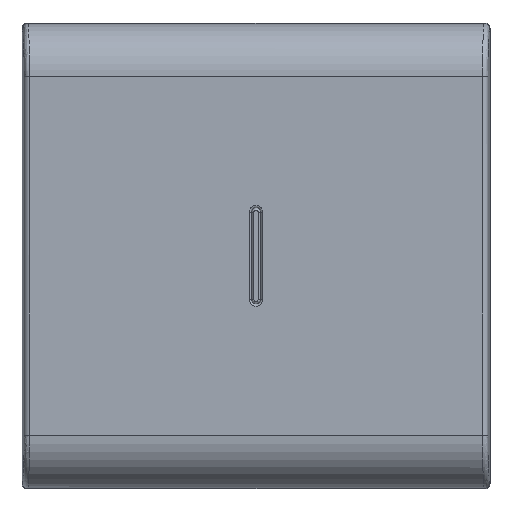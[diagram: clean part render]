
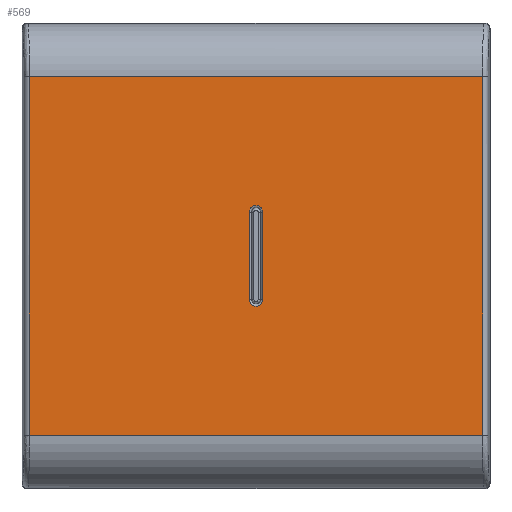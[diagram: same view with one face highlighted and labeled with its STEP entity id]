
A CAD part, top view. The second image highlights one B-rep face of the part: STEP entity #569.
In plain terms, the highlighted planar face has unit normal (0, 0, 1).
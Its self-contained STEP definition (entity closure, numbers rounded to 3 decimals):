
#515=AXIS2_PLACEMENT_3D('Plane Axis2P3D',#512,#513,#514) ;
#537=AXIS2_PLACEMENT_3D('Circle Axis2P3D',#535,#536,$) ;
#553=AXIS2_PLACEMENT_3D('Circle Axis2P3D',#551,#552,$) ;
#171=CARTESIAN_POINT('Vertex',(-21.348,16.903,9.7)) ;
#205=CARTESIAN_POINT('Vertex',(-21.348,-16.903,9.7)) ;
#208=CARTESIAN_POINT('Line Origine',(-21.348,0.,9.7)) ;
#458=CARTESIAN_POINT('Line Origine',(0.,16.903,9.7)) ;
#462=CARTESIAN_POINT('Vertex',(21.348,16.903,9.7)) ;
#512=CARTESIAN_POINT('Axis2P3D Location',(0.,0.,9.7)) ;
#517=CARTESIAN_POINT('Line Origine',(0.,-16.903,9.7)) ;
#521=CARTESIAN_POINT('Vertex',(21.348,-16.903,9.7)) ;
#524=CARTESIAN_POINT('Line Origine',(21.348,0.,9.7)) ;
#535=CARTESIAN_POINT('Axis2P3D Location',(0.,-4.1,9.7)) ;
#539=CARTESIAN_POINT('Vertex',(-0.652,-4.1,9.7)) ;
#541=CARTESIAN_POINT('Vertex',(0.652,-4.1,9.7)) ;
#544=CARTESIAN_POINT('Line Origine',(-0.652,0.,9.7)) ;
#548=CARTESIAN_POINT('Vertex',(-0.652,4.1,9.7)) ;
#551=CARTESIAN_POINT('Axis2P3D Location',(0.,4.1,9.7)) ;
#555=CARTESIAN_POINT('Vertex',(0.652,4.1,9.7)) ;
#558=CARTESIAN_POINT('Line Origine',(0.652,0.,9.7)) ;
#209=DIRECTION('Vector Direction',(0.,-1.,0.)) ;
#459=DIRECTION('Vector Direction',(-1.,0.,0.)) ;
#513=DIRECTION('Axis2P3D Direction',(0.,0.,1.)) ;
#514=DIRECTION('Axis2P3D XDirection',(1.,0.,0.)) ;
#518=DIRECTION('Vector Direction',(1.,0.,0.)) ;
#525=DIRECTION('Vector Direction',(0.,1.,0.)) ;
#536=DIRECTION('Axis2P3D Direction',(0.,0.,1.)) ;
#545=DIRECTION('Vector Direction',(0.,-1.,0.)) ;
#552=DIRECTION('Axis2P3D Direction',(0.,0.,1.)) ;
#559=DIRECTION('Vector Direction',(0.,-1.,0.)) ;
#210=VECTOR('Line Direction',#209,1.) ;
#460=VECTOR('Line Direction',#459,1.) ;
#519=VECTOR('Line Direction',#518,1.) ;
#526=VECTOR('Line Direction',#525,1.) ;
#546=VECTOR('Line Direction',#545,1.) ;
#560=VECTOR('Line Direction',#559,1.) ;
#530=ORIENTED_EDGE('',*,*,#464,.T.) ;
#531=ORIENTED_EDGE('',*,*,#212,.T.) ;
#532=ORIENTED_EDGE('',*,*,#523,.T.) ;
#533=ORIENTED_EDGE('',*,*,#528,.F.) ;
#564=ORIENTED_EDGE('',*,*,#543,.F.) ;
#565=ORIENTED_EDGE('',*,*,#550,.F.) ;
#566=ORIENTED_EDGE('',*,*,#557,.F.) ;
#567=ORIENTED_EDGE('',*,*,#562,.F.) ;
#568=FACE_BOUND('',#563,.T.) ;
#569=ADVANCED_FACE('PartBody',(#534,#568),#516,.T.) ;
#538=CIRCLE('generated circle',#537,0.652) ;
#554=CIRCLE('generated circle',#553,0.652) ;
#212=EDGE_CURVE('',#172,#206,#211,.T.) ;
#464=EDGE_CURVE('',#463,#172,#461,.T.) ;
#523=EDGE_CURVE('',#206,#522,#520,.T.) ;
#528=EDGE_CURVE('',#463,#522,#527,.F.) ;
#543=EDGE_CURVE('',#540,#542,#538,.T.) ;
#550=EDGE_CURVE('',#549,#540,#547,.T.) ;
#557=EDGE_CURVE('',#556,#549,#554,.T.) ;
#562=EDGE_CURVE('',#542,#556,#561,.F.) ;
#529=EDGE_LOOP('',(#530,#531,#532,#533)) ;
#563=EDGE_LOOP('',(#564,#565,#566,#567)) ;
#534=FACE_OUTER_BOUND('',#529,.T.) ;
#211=LINE('Line',#208,#210) ;
#461=LINE('Line',#458,#460) ;
#520=LINE('Line',#517,#519) ;
#527=LINE('Line',#524,#526) ;
#547=LINE('Line',#544,#546) ;
#561=LINE('Line',#558,#560) ;
#516=PLANE('',#515) ;
#172=VERTEX_POINT('',#171) ;
#206=VERTEX_POINT('',#205) ;
#463=VERTEX_POINT('',#462) ;
#522=VERTEX_POINT('',#521) ;
#540=VERTEX_POINT('',#539) ;
#542=VERTEX_POINT('',#541) ;
#549=VERTEX_POINT('',#548) ;
#556=VERTEX_POINT('',#555) ;
